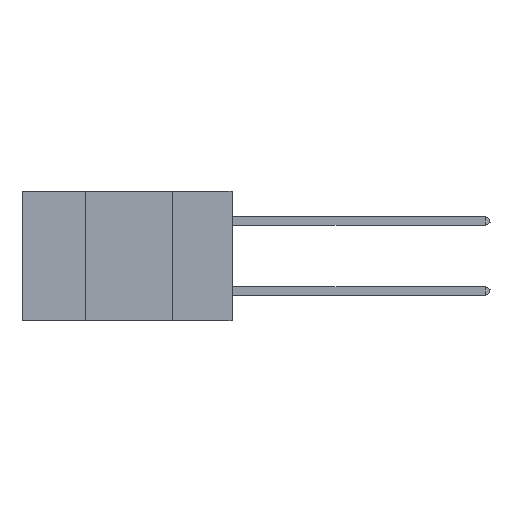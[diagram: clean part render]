
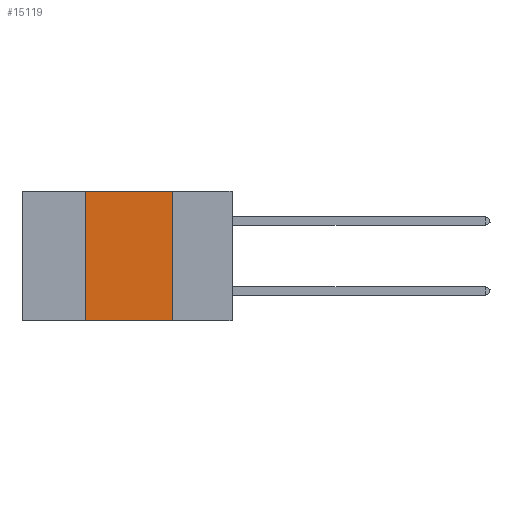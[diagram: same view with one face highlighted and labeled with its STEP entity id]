
A CAD part, left-side view. The second image highlights one B-rep face of the part: STEP entity #15119.
In plain terms, the highlighted planar face has unit normal (-1, 0, 0).
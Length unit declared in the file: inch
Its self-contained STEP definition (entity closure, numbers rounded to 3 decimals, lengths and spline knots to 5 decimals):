
#339 = VERTEX_POINT ( 'NONE', #10895 ) ;
#858 = CARTESIAN_POINT ( 'NONE',  ( 0., 0.17, -0.37 ) ) ;
#2432 = EDGE_LOOP ( 'NONE', ( #11100, #21259, #6486, #17376 ) ) ;
#2765 = LINE ( 'NONE', #3768, #11953 ) ;
#3363 = AXIS2_PLACEMENT_3D ( 'NONE', #21728, #17994, #6417 ) ;
#3768 = CARTESIAN_POINT ( 'NONE',  ( 0., 0.17, 0. ) ) ;
#3937 = VECTOR ( 'NONE', #17945, 39.37008 ) ;
#4051 = EDGE_CURVE ( 'NONE', #19484, #339, #9175, .T. ) ;
#4494 = CARTESIAN_POINT ( 'NONE',  ( 0., 0.42, -0.37 ) ) ;
#6417 = DIRECTION ( 'NONE',  ( 0., 0., -1. ) ) ;
#6486 = ORIENTED_EDGE ( 'NONE', *, *, #4051, .F. ) ;
#6548 = CARTESIAN_POINT ( 'NONE',  ( 0., 0.17, 0. ) ) ;
#6675 = EDGE_CURVE ( 'NONE', #339, #19527, #21368, .T. ) ;
#8173 = EDGE_CURVE ( 'NONE', #19484, #9315, #9126, .T. ) ;
#9126 = LINE ( 'NONE', #15769, #18749 ) ;
#9175 = LINE ( 'NONE', #16036, #3937 ) ;
#9315 = VERTEX_POINT ( 'NONE', #858 ) ;
#10895 = CARTESIAN_POINT ( 'NONE',  ( 0., 0.42, 0. ) ) ;
#11100 = ORIENTED_EDGE ( 'NONE', *, *, #11923, .F. ) ;
#11923 = EDGE_CURVE ( 'NONE', #19527, #9315, #2765, .T. ) ;
#11953 = VECTOR ( 'NONE', #24960, 39.37008 ) ;
#12822 = FACE_OUTER_BOUND ( 'NONE', #2432, .T. ) ;
#13948 = DIRECTION ( 'NONE',  ( 0., -1., 0. ) ) ;
#14180 = PLANE ( 'NONE',  #3363 ) ;
#15119 = ADVANCED_FACE ( 'NONE', ( #12822 ), #14180, .F. ) ;
#15769 = CARTESIAN_POINT ( 'NONE',  ( 0., 0.6, -0.37 ) ) ;
#16036 = CARTESIAN_POINT ( 'NONE',  ( 0., 0.42, 0. ) ) ;
#16312 = VECTOR ( 'NONE', #24880, 39.37008 ) ;
#17376 = ORIENTED_EDGE ( 'NONE', *, *, #8173, .T. ) ;
#17945 = DIRECTION ( 'NONE',  ( 0., 0., 1. ) ) ;
#17994 = DIRECTION ( 'NONE',  ( 1., 0., 0. ) ) ;
#18749 = VECTOR ( 'NONE', #13948, 39.37008 ) ;
#19484 = VERTEX_POINT ( 'NONE', #4494 ) ;
#19527 = VERTEX_POINT ( 'NONE', #6548 ) ;
#21259 = ORIENTED_EDGE ( 'NONE', *, *, #6675, .F. ) ;
#21368 = LINE ( 'NONE', #22961, #16312 ) ;
#21728 = CARTESIAN_POINT ( 'NONE',  ( 0., 0.6, 0. ) ) ;
#22961 = CARTESIAN_POINT ( 'NONE',  ( 0., 0.6, 0. ) ) ;
#24880 = DIRECTION ( 'NONE',  ( 0., -1., 0. ) ) ;
#24960 = DIRECTION ( 'NONE',  ( 0., 0., -1. ) ) ;
